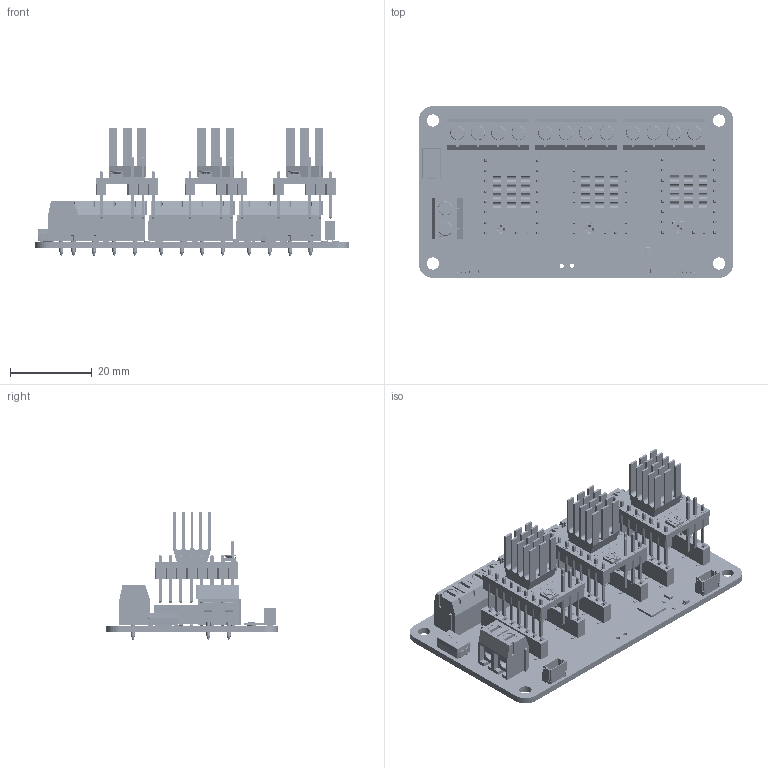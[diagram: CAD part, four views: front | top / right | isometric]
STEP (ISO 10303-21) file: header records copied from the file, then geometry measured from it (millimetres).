
FILE_DESCRIPTION(('Open CASCADE Model'),'2;1');
FILE_NAME('Open CASCADE Shape Model','2025-04-08T10:24:37',('Author'),( 'Open CASCADE'),'Open CASCADE STEP processor 7.5','Open CASCADE 7.5' ,'Unknown');
FILE_SCHEMA(('AUTOMOTIVE_DESIGN { 1 0 10303 214 1 1 1 1 }'));
Length unit declared in the file: millimetre
Products named in the file (56): PCB; Board; Open CASCADE STEP translator 7.5 10.1.1; STAT1; 0603 LED Green; Solid1; Solid4; C3; User Library-CAP_TANT_7343-31 (1); J13; 691102710002; 691502710002; 6911027100xx_CAGE; 6911027100xx_PIN; 6911027100xx_VIS; M3-2; 1x08 SMT Socket; M3-1; M2-2; M2-1; J17; J16; J14; J12; J15; J11; M1-2; M1-1; U; DUELink-U-Connector-BM04B-SRSS-TB; D; DUELink-Connector-BM04B-SRSS-TB; R4; User Library-R SMD 0402; User Library-R SMD 0402_0402 BODY; User Library-R SMD 0402_0402 PAD; User Library-R SMD 0402_0402 OPIS; C2; 0805 SMD Capacitor; C1 ...
Assembly tree (72 placements, depth 4):
  PCB
    Board
      Open CASCADE STEP translator 7.5 10.1.1
    STAT1
      0603 LED Green
        Solid1
        Solid4
        Solid1
        Solid1
        Solid4
        Solid1
        Solid1
        Solid1
    C3
      User Library-CAP_TANT_7343-31 (1)
    J13
      691102710002
        691502710002
        6911027100xx_CAGE  x2
        6911027100xx_PIN  x2
        6911027100xx_VIS  x2
    M3-2
      1x08 SMT Socket
    M3-1
      1x08 SMT Socket
    M2-2
      1x08 SMT Socket
    M2-1
      1x08 SMT Socket
    J17
      691102710002
        691502710002
        6911027100xx_CAGE  x2
        6911027100xx_PIN  x2
        6911027100xx_VIS  x2
    J16
      691102710002
        691502710002
        6911027100xx_CAGE  x2
        6911027100xx_PIN  x2
        6911027100xx_VIS  x2
    J14
      691102710002
        691502710002
        6911027100xx_CAGE  x2
        6911027100xx_PIN  x2
        6911027100xx_VIS  x2
    J12
      691102710002
        691502710002
        6911027100xx_CAGE  x2
        6911027100xx_PIN  x2
        6911027100xx_VIS  x2
    J15
      691102710002
        691502710002
        6911027100xx_CAGE  x2
        6911027100xx_PIN  x2
        6911027100xx_VIS  x2
    J11
Bounding box: 77 x 42 x 31.19 mm (x, y, z)
Volume: 13591.7 mm3; surface area: 30783.6 mm2
Topology: 399 solids, 399 shells, 9629 faces, 27115 edges, 19987 vertices
Faces by surface type: plane 7081, cylinder 2195, bspline 204, cone 71, torus 42, sphere 28, revolution 8
Full cylindrical faces by diameter (mm): 0.6 x14, 1 x14, 1.016 x2, 1.3 x14, 2 x14, 2.5 x14, 2.75 x14, 3 x18, 3.5 x28
Entity records: 129182 total; most frequent: CARTESIAN_POINT 31371, DIRECTION 16428, ORIENTED_EDGE 16282, EDGE_CURVE 8141, LINE 7704, VECTOR 7704, VERTEX_POINT 5421, AXIS2_PLACEMENT_3D 4358
